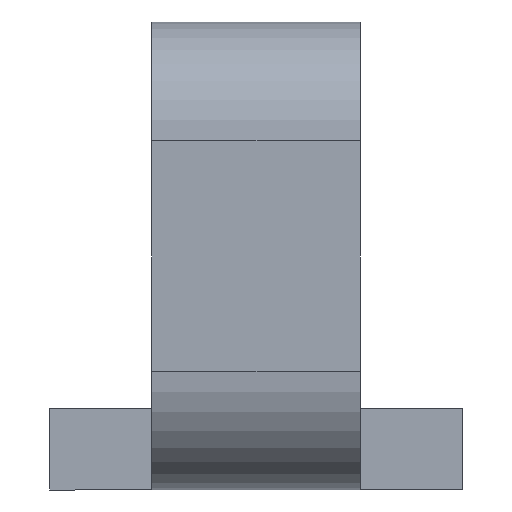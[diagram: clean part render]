
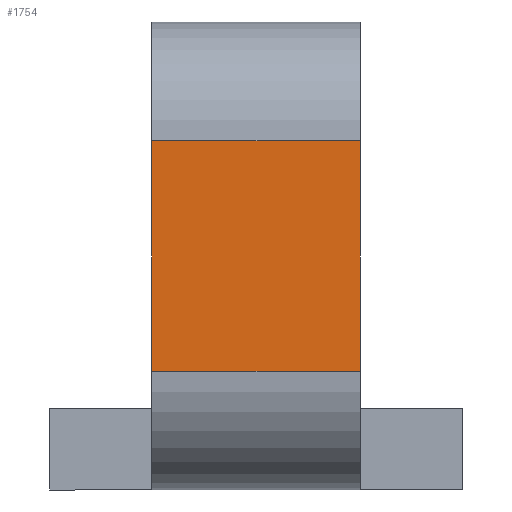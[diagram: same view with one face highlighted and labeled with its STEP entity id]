
A CAD part, left-side view. The second image highlights one B-rep face of the part: STEP entity #1754.
In plain terms, the highlighted planar face has unit normal (-1, 0, 0).
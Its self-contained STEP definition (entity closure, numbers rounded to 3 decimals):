
#97 = PLANE('',#98);
#98 = AXIS2_PLACEMENT_3D('',#99,#100,#101);
#99 = CARTESIAN_POINT('',(0.,0.51,1.164));
#100 = DIRECTION('',(0.,-1.,0.));
#101 = DIRECTION('',(0.,0.,-1.));
#151 = PLANE('',#152);
#152 = AXIS2_PLACEMENT_3D('',#153,#154,#155);
#153 = CARTESIAN_POINT('',(0.,-0.51,1.164));
#154 = DIRECTION('',(0.,1.,0.));
#155 = DIRECTION('',(0.,0.,1.));
#785 = VERTEX_POINT('',#786);
#786 = CARTESIAN_POINT('',(-1.905,-0.51,0.58));
#801 = CYLINDRICAL_SURFACE('',#802,0.58);
#802 = AXIS2_PLACEMENT_3D('',#803,#804,#805);
#803 = CARTESIAN_POINT('',(-1.325,1.01,0.58));
#804 = DIRECTION('',(-0.,1.,0.));
#805 = DIRECTION('',(-1.,0.,-0.));
#813 = EDGE_CURVE('',#814,#785,#816,.T.);
#814 = VERTEX_POINT('',#815);
#815 = CARTESIAN_POINT('',(-1.905,-0.51,1.71));
#816 = SURFACE_CURVE('',#817,(#821,#827),.PCURVE_S1.);
#817 = LINE('',#818,#819);
#818 = CARTESIAN_POINT('',(-1.905,-0.51,0.872));
#819 = VECTOR('',#820,1.);
#820 = DIRECTION('',(0.,0.,-1.));
#821 = PCURVE('',#151,#822);
#822 = DEFINITIONAL_REPRESENTATION('',(#823),#826);
#823 = B_SPLINE_CURVE_WITH_KNOTS('',1,(#824,#825),.UNSPECIFIED.,.F.,.F.,
  (2,2),(-0.951,0.405),.PIECEWISE_BEZIER_KNOTS.);
#824 = CARTESIAN_POINT('',(0.659,-1.905));
#825 = CARTESIAN_POINT('',(-0.697,-1.905));
#826 = ( GEOMETRIC_REPRESENTATION_CONTEXT(2) 
PARAMETRIC_REPRESENTATION_CONTEXT() REPRESENTATION_CONTEXT('2D SPACE',''
  ) );
#827 = PCURVE('',#828,#833);
#828 = PLANE('',#829);
#829 = AXIS2_PLACEMENT_3D('',#830,#831,#832);
#830 = CARTESIAN_POINT('',(-1.905,1.01,0.58));
#831 = DIRECTION('',(1.,0.,0.));
#832 = DIRECTION('',(0.,0.,-1.));
#833 = DEFINITIONAL_REPRESENTATION('',(#834),#837);
#834 = B_SPLINE_CURVE_WITH_KNOTS('',1,(#835,#836),.UNSPECIFIED.,.F.,.F.,
  (2,2),(-0.951,0.405),.PIECEWISE_BEZIER_KNOTS.);
#835 = CARTESIAN_POINT('',(-1.243,-1.52));
#836 = CARTESIAN_POINT('',(0.113,-1.52));
#837 = ( GEOMETRIC_REPRESENTATION_CONTEXT(2) 
PARAMETRIC_REPRESENTATION_CONTEXT() REPRESENTATION_CONTEXT('2D SPACE',''
  ) );
#856 = CYLINDRICAL_SURFACE('',#857,0.58);
#857 = AXIS2_PLACEMENT_3D('',#858,#859,#860);
#858 = CARTESIAN_POINT('',(-1.325,1.01,1.71));
#859 = DIRECTION('',(-0.,1.,0.));
#860 = DIRECTION('',(-1.,0.,-0.));
#1344 = VERTEX_POINT('',#1345);
#1345 = CARTESIAN_POINT('',(-1.905,0.51,0.58));
#1371 = EDGE_CURVE('',#1372,#1344,#1374,.T.);
#1372 = VERTEX_POINT('',#1373);
#1373 = CARTESIAN_POINT('',(-1.905,0.51,1.71));
#1374 = SURFACE_CURVE('',#1375,(#1379,#1385),.PCURVE_S1.);
#1375 = LINE('',#1376,#1377);
#1376 = CARTESIAN_POINT('',(-1.905,0.51,0.872));
#1377 = VECTOR('',#1378,1.);
#1378 = DIRECTION('',(0.,0.,-1.));
#1379 = PCURVE('',#97,#1380);
#1380 = DEFINITIONAL_REPRESENTATION('',(#1381),#1384);
#1381 = B_SPLINE_CURVE_WITH_KNOTS('',1,(#1382,#1383),.UNSPECIFIED.,.F.,
  .F.,(2,2),(-0.951,0.405),.PIECEWISE_BEZIER_KNOTS.);
#1382 = CARTESIAN_POINT('',(-0.659,-1.905));
#1383 = CARTESIAN_POINT('',(0.697,-1.905));
#1384 = ( GEOMETRIC_REPRESENTATION_CONTEXT(2) 
PARAMETRIC_REPRESENTATION_CONTEXT() REPRESENTATION_CONTEXT('2D SPACE',''
  ) );
#1385 = PCURVE('',#828,#1386);
#1386 = DEFINITIONAL_REPRESENTATION('',(#1387),#1390);
#1387 = B_SPLINE_CURVE_WITH_KNOTS('',1,(#1388,#1389),.UNSPECIFIED.,.F.,
  .F.,(2,2),(-0.951,0.405),.PIECEWISE_BEZIER_KNOTS.);
#1388 = CARTESIAN_POINT('',(-1.243,-0.5));
#1389 = CARTESIAN_POINT('',(0.113,-0.5));
#1390 = ( GEOMETRIC_REPRESENTATION_CONTEXT(2) 
PARAMETRIC_REPRESENTATION_CONTEXT() REPRESENTATION_CONTEXT('2D SPACE',''
  ) );
#1732 = EDGE_CURVE('',#1372,#814,#1733,.T.);
#1733 = SURFACE_CURVE('',#1734,(#1738,#1745),.PCURVE_S1.);
#1734 = LINE('',#1735,#1736);
#1735 = CARTESIAN_POINT('',(-1.905,1.01,1.71));
#1736 = VECTOR('',#1737,1.);
#1737 = DIRECTION('',(0.,-1.,0.));
#1738 = PCURVE('',#856,#1739);
#1739 = DEFINITIONAL_REPRESENTATION('',(#1740),#1744);
#1740 = LINE('',#1741,#1742);
#1741 = CARTESIAN_POINT('',(0.,0.));
#1742 = VECTOR('',#1743,1.);
#1743 = DIRECTION('',(0.,-1.));
#1744 = ( GEOMETRIC_REPRESENTATION_CONTEXT(2) 
PARAMETRIC_REPRESENTATION_CONTEXT() REPRESENTATION_CONTEXT('2D SPACE',''
  ) );
#1745 = PCURVE('',#828,#1746);
#1746 = DEFINITIONAL_REPRESENTATION('',(#1747),#1751);
#1747 = LINE('',#1748,#1749);
#1748 = CARTESIAN_POINT('',(-1.13,0.));
#1749 = VECTOR('',#1750,1.);
#1750 = DIRECTION('',(-0.,-1.));
#1751 = ( GEOMETRIC_REPRESENTATION_CONTEXT(2) 
PARAMETRIC_REPRESENTATION_CONTEXT() REPRESENTATION_CONTEXT('2D SPACE',''
  ) );
#1754 = ADVANCED_FACE('',(#1755),#828,.F.);
#1755 = FACE_BOUND('',#1756,.T.);
#1756 = EDGE_LOOP('',(#1757,#1758,#1779,#1780));
#1757 = ORIENTED_EDGE('',*,*,#1371,.T.);
#1758 = ORIENTED_EDGE('',*,*,#1759,.T.);
#1759 = EDGE_CURVE('',#1344,#785,#1760,.T.);
#1760 = SURFACE_CURVE('',#1761,(#1765,#1772),.PCURVE_S1.);
#1761 = LINE('',#1762,#1763);
#1762 = CARTESIAN_POINT('',(-1.905,1.01,0.58));
#1763 = VECTOR('',#1764,1.);
#1764 = DIRECTION('',(0.,-1.,0.));
#1765 = PCURVE('',#828,#1766);
#1766 = DEFINITIONAL_REPRESENTATION('',(#1767),#1771);
#1767 = LINE('',#1768,#1769);
#1768 = CARTESIAN_POINT('',(-0.,0.));
#1769 = VECTOR('',#1770,1.);
#1770 = DIRECTION('',(-0.,-1.));
#1771 = ( GEOMETRIC_REPRESENTATION_CONTEXT(2) 
PARAMETRIC_REPRESENTATION_CONTEXT() REPRESENTATION_CONTEXT('2D SPACE',''
  ) );
#1772 = PCURVE('',#801,#1773);
#1773 = DEFINITIONAL_REPRESENTATION('',(#1774),#1778);
#1774 = LINE('',#1775,#1776);
#1775 = CARTESIAN_POINT('',(6.283,0.));
#1776 = VECTOR('',#1777,1.);
#1777 = DIRECTION('',(0.,-1.));
#1778 = ( GEOMETRIC_REPRESENTATION_CONTEXT(2) 
PARAMETRIC_REPRESENTATION_CONTEXT() REPRESENTATION_CONTEXT('2D SPACE',''
  ) );
#1779 = ORIENTED_EDGE('',*,*,#813,.F.);
#1780 = ORIENTED_EDGE('',*,*,#1732,.F.);
